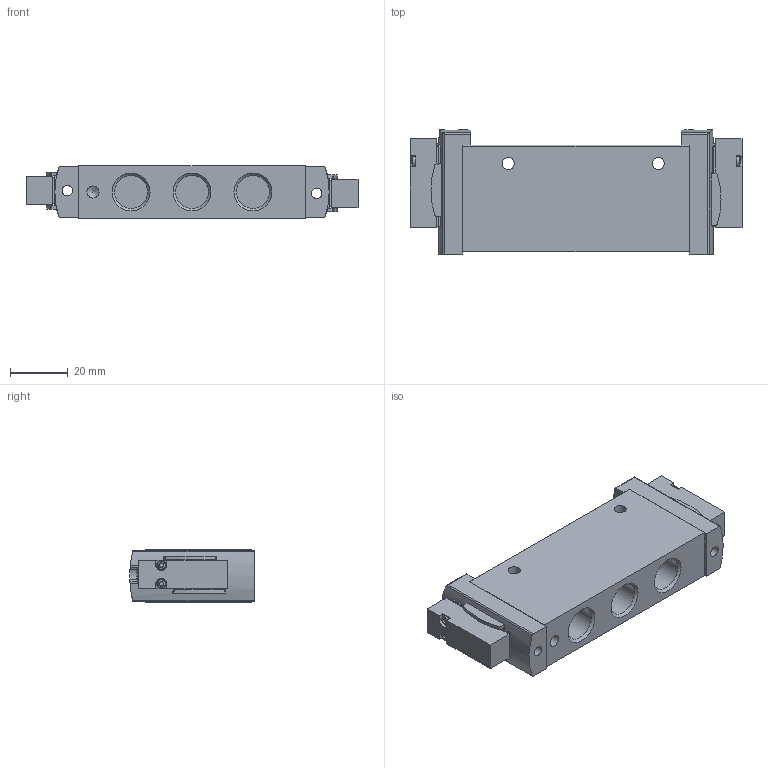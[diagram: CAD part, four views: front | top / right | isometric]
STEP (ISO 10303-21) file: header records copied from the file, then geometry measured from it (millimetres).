
FILE_DESCRIPTION(/* description */ ('STEP AP214'),/* implementation_level */ '2;1');
FILE_NAME(/* name */ '574267_VUWG-L18-T32U-M-G14',/* time_stamp */ '2024-09-17T21:46:28+02:00',/* author */ ('License CC BY-ND 4.0'),/* organization */ ('CADENAS'),/* preprocessor_version */ 'ST-DEVELOPER v19.3',/* originating_system */ 'PARTsolutions',/* authorisation */ ' ');
FILE_SCHEMA (('AP203_CONFIGURATION_CONTROLLED_3D_DESIGN_OF_MECHANICAL_PARTS_AND_ASSEMBLIES_MIM_LF { 1 0 10303 203 3 1 4 }','TECHNICAL_DATA_PACKAGING','AP242_MANAGED_MODEL_BASED_3D_ENGINEERING_MIM_LF { 1 0 10303 442 3 1 4 }','AUTOMOTIVE_DESIGN {1 0 10303 214 3 1 1}'));
Length unit declared in the file: millimetre
Products named in the file (3): 574267 VUWG-L18-T32U-M-G14; 571755 VUWG-L18-T32U-M-G14---(G); 1155093 VUWG-M5
Assembly tree (3 placements, depth 2):
  574267 VUWG-L18-T32U-M-G14
    571755 VUWG-L18-T32U-M-G14---(G)
    1155093 VUWG-M5  x2
Bounding box: 115 x 43.1 x 18.3 mm (x, y, z)
Volume: 65142.2 mm3; surface area: 18825.1 mm2
Topology: 3 solids, 3 shells, 439 faces, 1208 edges, 798 vertices
Faces by surface type: cylinder 224, plane 195, cone 10, torus 6, sphere 4
Full cylindrical faces by diameter (mm): 3.2 x4, 3.6 x2, 4.134 x2, 4.2 x3, 11.445 x5
Entity records: 10308 total; most frequent: CARTESIAN_POINT 2004, DIRECTION 1754, ORIENTED_EDGE 1696, EDGE_CURVE 848, AXIS2_PLACEMENT_3D 653, VERTEX_POINT 576, LINE 448, VECTOR 448
